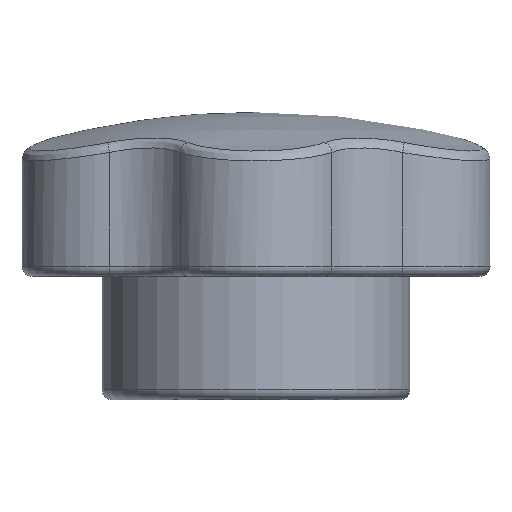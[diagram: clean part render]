
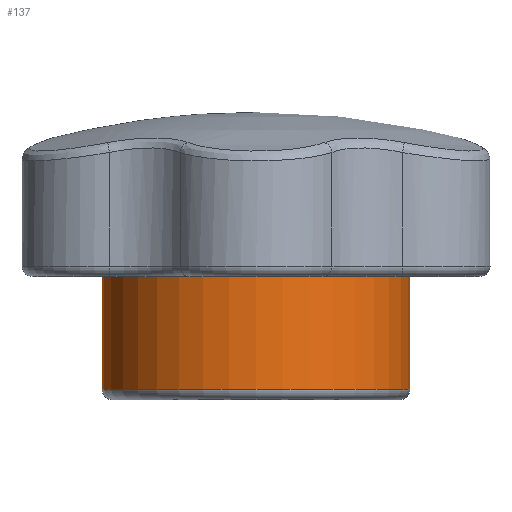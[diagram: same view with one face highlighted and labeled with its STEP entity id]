
A CAD part, left-side view. The second image highlights one B-rep face of the part: STEP entity #137.
In plain terms, the highlighted cylindrical face has radius 7.5 mm (diameter 15 mm), a full revolution.
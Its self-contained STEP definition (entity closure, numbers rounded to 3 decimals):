
#137 = ADVANCED_FACE( '', ( #281, #282 ), #283, .T. );
#281 = FACE_OUTER_BOUND( '', #1961, .T. );
#282 = FACE_OUTER_BOUND( '', #1962, .T. );
#283 = CYLINDRICAL_SURFACE( '', #1963, 7.5 );
#1961 = EDGE_LOOP( '', ( #2949 ) );
#1962 = EDGE_LOOP( '', ( #2950 ) );
#1963 = AXIS2_PLACEMENT_3D( '', #2951, #2952, #2953 );
#2949 = ORIENTED_EDGE( '', *, *, #3135, .T. );
#2950 = ORIENTED_EDGE( '', *, *, #3148, .F. );
#2951 = CARTESIAN_POINT( '', ( 0., 0., 14. ) );
#2952 = DIRECTION( '', ( 0., 0., -1. ) );
#2953 = DIRECTION( '', ( 1., 0., 0. ) );
#3135 = EDGE_CURVE( '', #3318, #3318, #3319, .T. );
#3148 = EDGE_CURVE( '', #3335, #3335, #3336, .T. );
#3318 = VERTEX_POINT( '', #4727 );
#3319 = CIRCLE( '', #4728, 7.5 );
#3335 = VERTEX_POINT( '', #4744 );
#3336 = CIRCLE( '', #4745, 7.5 );
#4727 = CARTESIAN_POINT( '', ( 7.5, 0., 0.5 ) );
#4728 = AXIS2_PLACEMENT_3D( '', #4900, #4901, #4902 );
#4744 = CARTESIAN_POINT( '', ( 7.5, 0., 6. ) );
#4745 = AXIS2_PLACEMENT_3D( '', #4921, #4922, #4923 );
#4900 = CARTESIAN_POINT( '', ( 0., 0., 0.5 ) );
#4901 = DIRECTION( '', ( 0., 0., 1. ) );
#4902 = DIRECTION( '', ( 1., 0., 0. ) );
#4921 = CARTESIAN_POINT( '', ( 0., 0., 6. ) );
#4922 = DIRECTION( '', ( 0., 0., 1. ) );
#4923 = DIRECTION( '', ( 1., 0., 0. ) );
